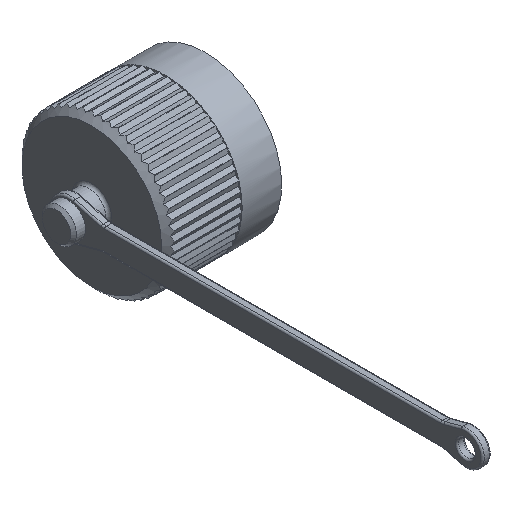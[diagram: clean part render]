
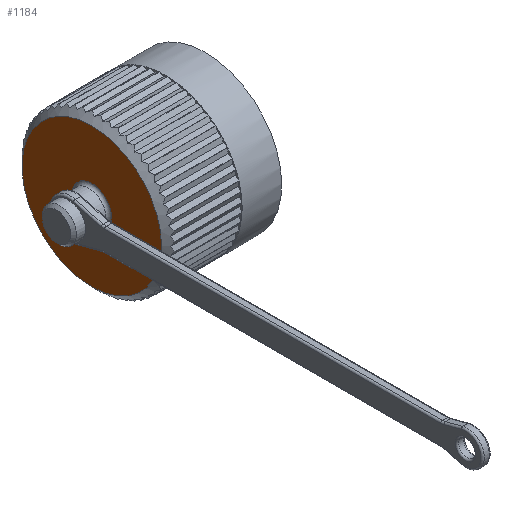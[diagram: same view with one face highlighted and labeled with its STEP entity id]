
A CAD part, isometric view. The second image highlights one B-rep face of the part: STEP entity #1184.
In plain terms, the highlighted planar face has unit normal (-1, 0, 0).
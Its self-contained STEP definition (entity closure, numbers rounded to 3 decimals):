
#267=PLANE('',#4259);
#1184=ADVANCED_FACE('',(#1441,#1442),#267,.T.);
#1441=FACE_BOUND('',#1493,.T.);
#1442=FACE_BOUND('',#1494,.T.);
#1493=EDGE_LOOP('',(#2131));
#1494=EDGE_LOOP('',(#2132));
#2131=ORIENTED_EDGE('',*,*,#3574,.T.);
#2132=ORIENTED_EDGE('',*,*,#3686,.T.);
#3171=VERTEX_POINT('',#6135);
#3228=VERTEX_POINT('',#6636);
#3574=EDGE_CURVE('',#3171,#3171,#4068,.T.);
#3686=EDGE_CURVE('',#3228,#3228,#4070,.T.);
#4068=CIRCLE('',#4254,12.3);
#4070=CIRCLE('',#4258,3.5);
#4254=AXIS2_PLACEMENT_3D('',#6134,#4892,#4893);
#4258=AXIS2_PLACEMENT_3D('',#6635,#4900,#4901);
#4259=AXIS2_PLACEMENT_3D('',#6637,#4902,#4903);
#4892=DIRECTION('',(-1.,0.,0.));
#4893=DIRECTION('',(0.,0.,1.));
#4900=DIRECTION('',(1.,0.,0.));
#4901=DIRECTION('',(0.,0.,1.));
#4902=DIRECTION('',(-1.,0.,0.));
#4903=DIRECTION('',(0.,0.,1.));
#6134=CARTESIAN_POINT('',(0.,0.,0.));
#6135=CARTESIAN_POINT('',(0.,0.,12.3));
#6635=CARTESIAN_POINT('',(0.,0.,0.));
#6636=CARTESIAN_POINT('',(0.,0.,3.5));
#6637=CARTESIAN_POINT('',(0.,0.,0.));
